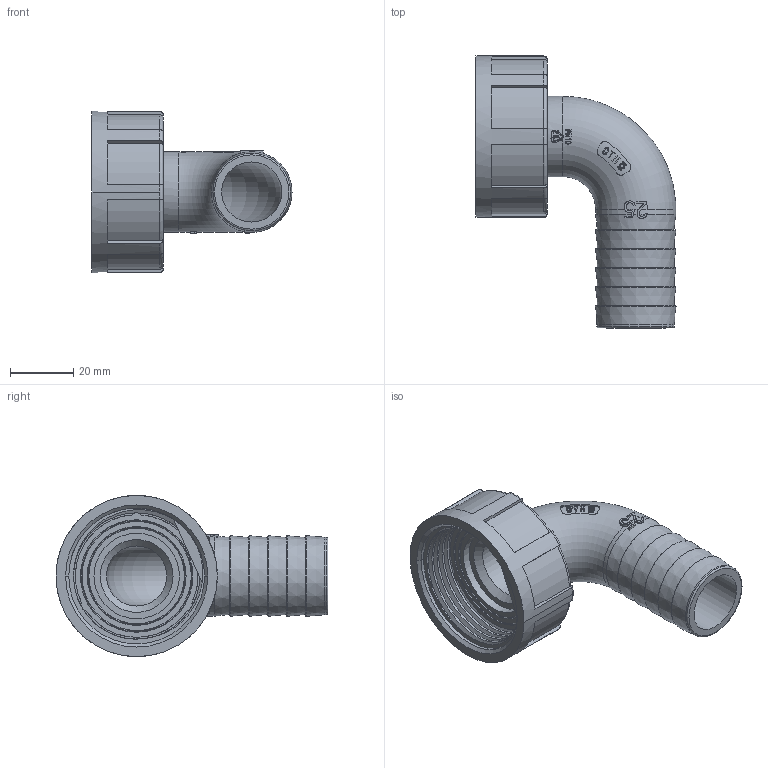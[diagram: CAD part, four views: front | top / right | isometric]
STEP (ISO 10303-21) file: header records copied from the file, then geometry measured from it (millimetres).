
FILE_DESCRIPTION(/* description */ (''),/* implementation_level */ '2;1');
FILE_NAME(/* name */ '弯1-1-4x25.stp',/* time_stamp */ '2025-03-27T19:58:13+08:00',/* author */ (''),/* organization */ (''),/* preprocessor_version */ 'ST-DEVELOPER v16.7',/* originating_system */ 'SIEMENS PLM Software NX 12.0',/* authorisation */ '');
FILE_SCHEMA (('AP203_CONFIGURATION_CONTROLLED_3D_DESIGN_OF_MECHANICAL_PARTS_AND_ASSEMBLIES_MIM_LF { 1 0 10303 403 2 1 2}'));
Length unit declared in the file: millimetre
Products named in the file (1): Admi1B10F00Drg3x
Bounding box: 63.24 x 86 x 51 mm (x, y, z)
Volume: 39584.8 mm3; surface area: 26505.2 mm2
Topology: 3 solids, 3 shells, 609 faces, 1690 edges, 1119 vertices
Faces by surface type: plane 405, extrusion 75, cylinder 69, torus 45, cone 10, sphere 3, bspline 2
Full cylindrical faces by diameter (mm): 1.297 x1, 1.796 x1, 19 x2, 24.5 x1, 25.5 x1, 27.03 x1, 30.226 x1, 31.246 x1, 32 x1, 34.544 x1, 35.564 x1, 38.5 x1, 38.76 x1
Entity records: 23213 total; most frequent: CARTESIAN_POINT 8011, ORIENTED_EDGE 3254, DIRECTION 2965, EDGE_CURVE 1627, AXIS2_PLACEMENT_3D 1137, VERTEX_POINT 1096, VECTOR 691, EDGE_LOOP 681
